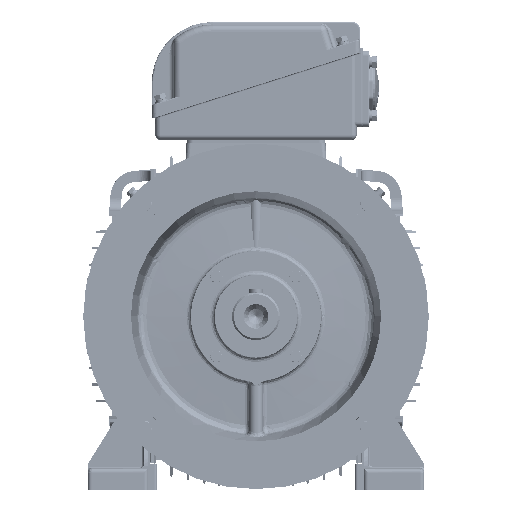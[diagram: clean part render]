
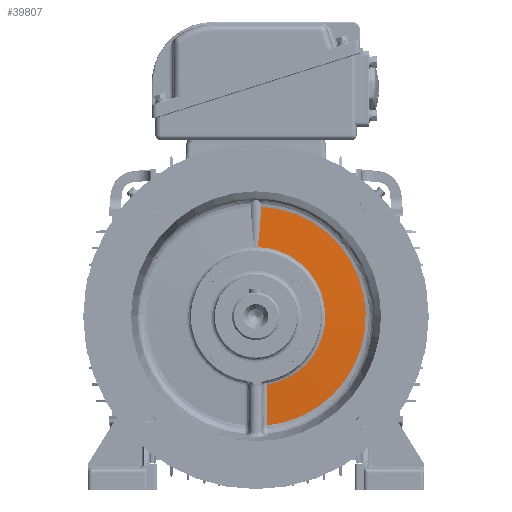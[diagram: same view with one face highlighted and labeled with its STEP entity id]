
A CAD part, front view. The second image highlights one B-rep face of the part: STEP entity #39807.
In plain terms, the highlighted conical face has half-angle 87 degrees and reference radius 126.322 mm.
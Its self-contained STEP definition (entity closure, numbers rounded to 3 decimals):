
#39807 = ADVANCED_FACE ( 'NONE', ( #218050 ), #149921, .T. ) ;
#42387 = EDGE_LOOP ( 'NONE', ( #127553, #127555, #127551, #127559, #127557 ) ) ;
#82482 = EDGE_CURVE ( 'NONE', #138793, #139323, #142516, .T. ) ;
#82485 = EDGE_CURVE ( 'NONE', #139323, #139079, #142524, .T. ) ;
#82506 = EDGE_CURVE ( 'NONE', #219244, #139015, #142623, .T. ) ;
#82952 = EDGE_CURVE ( 'NONE', #139079, #219244, #147127, .T. ) ;
#82981 = EDGE_CURVE ( 'NONE', #138793, #139015, #147141, .T. ) ;
#95862 = CARTESIAN_POINT ( 'NONE',  ( 1.978, -55.752, 79.714 ) ) ;
#95889 = CARTESIAN_POINT ( 'NONE',  ( 5.983, -53.31, 126.18 ) ) ;
#95900 = CARTESIAN_POINT ( 'NONE',  ( 12.957, -55.752, -78.678 ) ) ;
#95931 = CARTESIAN_POINT ( 'NONE',  ( 79.734, -55.752, 0.785 ) ) ;
#103840 = CARTESIAN_POINT ( 'NONE',  ( 12.973, -53.31, -125.654 ) ) ;
#127024 = AXIS2_PLACEMENT_3D ( 'NONE', #133535, #133538, #133541 ) ;
#127028 = AXIS2_PLACEMENT_3D ( 'NONE', #133684, #133687, #133690 ) ;
#127043 = AXIS2_PLACEMENT_3D ( 'NONE', #134025, #134027, #134029 ) ;
#127551 = ORIENTED_EDGE ( 'NONE', *, *, #82482, .T. ) ;
#127553 = ORIENTED_EDGE ( 'NONE', *, *, #82506, .T. ) ;
#127555 = ORIENTED_EDGE ( 'NONE', *, *, #82981, .F. ) ;
#127557 = ORIENTED_EDGE ( 'NONE', *, *, #82952, .T. ) ;
#127559 = ORIENTED_EDGE ( 'NONE', *, *, #82485, .T. ) ;
#133535 = CARTESIAN_POINT ( 'NONE',  ( 0., -55.752, 0. ) ) ;
#133538 = DIRECTION ( 'NONE',  ( 0., 1., 0. ) ) ;
#133541 = DIRECTION ( 'NONE',  ( 0., 0., 1. ) ) ;
#133684 = CARTESIAN_POINT ( 'NONE',  ( 0., -55.752, 0. ) ) ;
#133687 = DIRECTION ( 'NONE',  ( 0., 1., 0. ) ) ;
#133690 = DIRECTION ( 'NONE',  ( 0., 0., 1. ) ) ;
#134025 = CARTESIAN_POINT ( 'NONE',  ( 0., -53.31, 0. ) ) ;
#134027 = DIRECTION ( 'NONE',  ( 0., -1., 0. ) ) ;
#134029 = DIRECTION ( 'NONE',  ( -0.008, 0., 1. ) ) ;
#138793 = VERTEX_POINT ( 'NONE', #95862 ) ;
#139015 = VERTEX_POINT ( 'NONE', #95889 ) ;
#139079 = VERTEX_POINT ( 'NONE', #95900 ) ;
#139323 = VERTEX_POINT ( 'NONE', #95931 ) ;
#142516 = CIRCLE ( 'NONE', #127024, 79.738 ) ;
#142524 = CIRCLE ( 'NONE', #127028, 79.738 ) ;
#142623 = CIRCLE ( 'NONE', #127043, 126.322 ) ;
#147127 = B_SPLINE_CURVE_WITH_KNOTS ( 'NONE', 3,
 ( #149576, #149577, #149579, #149581, #149583, #149584, #149586, #149588, #149590, #149592, #149593, #149595, #149597, #149599, #149601, #149602, #149604, #149606, #149608, #149609, #149611, #149613, #149615, #149616, #149618, #149620, #149622, #149624, #149625 ),
 .UNSPECIFIED., .F., .F.,
 ( 4, 2, 2, 1, 1, 1, 1, 2, 2, 2, 1, 1, 1, 1, 1, 1, 1, 2, 2, 4 ),
 ( 0., 0.125, 0.188, 0.219, 0.234, 0.242, 0.246, 0.248, 0.25, 0.375, 0.438, 0.469, 0.484, 0.492, 0.496, 0.498, 0.499, 0.5, 0.5, 1. ),
 .UNSPECIFIED. ) ;
#147141 = B_SPLINE_CURVE_WITH_KNOTS ( 'NONE', 3,
 ( #149793, #149795, #149796, #149799, #149800, #149801, #149803, #149805, #149806, #149807, #149808, #149809, #149811, #149812 ),
 .UNSPECIFIED., .F., .F.,
 ( 4, 2, 2, 2, 2, 2, 4 ),
 ( 0., 0.003, 0.006, 0.012, 0.023, 0.035, 0.047 ),
 .UNSPECIFIED. ) ;
#149576 = CARTESIAN_POINT ( 'NONE',  ( 12.957, -55.752, -78.678 ) ) ;
#149577 = CARTESIAN_POINT ( 'NONE',  ( 12.958, -55.66, -80.459 ) ) ;
#149579 = CARTESIAN_POINT ( 'NONE',  ( 12.959, -55.564, -82.301 ) ) ;
#149581 = CARTESIAN_POINT ( 'NONE',  ( 12.961, -55.416, -85.158 ) ) ;
#149583 = CARTESIAN_POINT ( 'NONE',  ( 12.961, -55.366, -86.126 ) ) ;
#149584 = CARTESIAN_POINT ( 'NONE',  ( 12.962, -55.29, -87.601 ) ) ;
#149586 = CARTESIAN_POINT ( 'NONE',  ( 12.962, -55.251, -88.345 ) ) ;
#149588 = CARTESIAN_POINT ( 'NONE',  ( 12.962, -55.206, -89.222 ) ) ;
#149590 = CARTESIAN_POINT ( 'NONE',  ( 12.963, -55.183, -89.664 ) ) ;
#149592 = CARTESIAN_POINT ( 'NONE',  ( 12.963, -55.171, -89.885 ) ) ;
#149593 = CARTESIAN_POINT ( 'NONE',  ( 12.963, -55.166, -89.98 ) ) ;
#149595 = CARTESIAN_POINT ( 'NONE',  ( 12.963, -55.163, -90.043 ) ) ;
#149597 = CARTESIAN_POINT ( 'NONE',  ( 12.963, -55.161, -90.077 ) ) ;
#149599 = CARTESIAN_POINT ( 'NONE',  ( 12.964, -55.062, -91.998 ) ) ;
#149601 = CARTESIAN_POINT ( 'NONE',  ( 12.964, -54.96, -93.95 ) ) ;
#149602 = CARTESIAN_POINT ( 'NONE',  ( 12.965, -54.803, -96.971 ) ) ;
#149604 = CARTESIAN_POINT ( 'NONE',  ( 12.966, -54.724, -98.505 ) ) ;
#149606 = CARTESIAN_POINT ( 'NONE',  ( 12.966, -54.629, -100.335 ) ) ;
#149608 = CARTESIAN_POINT ( 'NONE',  ( 12.967, -54.58, -101.26 ) ) ;
#149609 = CARTESIAN_POINT ( 'NONE',  ( 12.967, -54.556, -101.725 ) ) ;
#149611 = CARTESIAN_POINT ( 'NONE',  ( 12.967, -54.544, -101.958 ) ) ;
#149613 = CARTESIAN_POINT ( 'NONE',  ( 12.967, -54.538, -102.075 ) ) ;
#149615 = CARTESIAN_POINT ( 'NONE',  ( 12.967, -54.535, -102.134 ) ) ;
#149616 = CARTESIAN_POINT ( 'NONE',  ( 12.967, -54.534, -102.159 ) ) ;
#149618 = CARTESIAN_POINT ( 'NONE',  ( 12.967, -54.533, -102.175 ) ) ;
#149620 = CARTESIAN_POINT ( 'NONE',  ( 12.967, -54.532, -102.185 ) ) ;
#149622 = CARTESIAN_POINT ( 'NONE',  ( 12.969, -54.166, -109.222 ) ) ;
#149624 = CARTESIAN_POINT ( 'NONE',  ( 12.971, -53.759, -117.043 ) ) ;
#149625 = CARTESIAN_POINT ( 'NONE',  ( 12.973, -53.31, -125.654 ) ) ;
#149793 = CARTESIAN_POINT ( 'NONE',  ( 1.978, -55.752, 79.714 ) ) ;
#149795 = CARTESIAN_POINT ( 'NONE',  ( 2.175, -55.701, 80.668 ) ) ;
#149796 = CARTESIAN_POINT ( 'NONE',  ( 2.343, -55.651, 81.627 ) ) ;
#149799 = CARTESIAN_POINT ( 'NONE',  ( 2.651, -55.55, 83.547 ) ) ;
#149800 = CARTESIAN_POINT ( 'NONE',  ( 2.789, -55.499, 84.509 ) ) ;
#149801 = CARTESIAN_POINT ( 'NONE',  ( 3.177, -55.347, 87.398 ) ) ;
#149803 = CARTESIAN_POINT ( 'NONE',  ( 3.399, -55.246, 89.33 ) ) ;
#149805 = CARTESIAN_POINT ( 'NONE',  ( 4.004, -54.941, 95.131 ) ) ;
#149806 = CARTESIAN_POINT ( 'NONE',  ( 4.329, -54.737, 99.008 ) ) ;
#149807 = CARTESIAN_POINT ( 'NONE',  ( 4.905, -54.329, 106.765 ) ) ;
#149808 = CARTESIAN_POINT ( 'NONE',  ( 5.155, -54.126, 110.646 ) ) ;
#149809 = CARTESIAN_POINT ( 'NONE',  ( 5.603, -53.718, 118.411 ) ) ;
#149811 = CARTESIAN_POINT ( 'NONE',  ( 5.802, -53.514, 122.295 ) ) ;
#149812 = CARTESIAN_POINT ( 'NONE',  ( 5.983, -53.31, 126.18 ) ) ;
#149921 = CONICAL_SURFACE ( 'NONE', #218053, 126.322, 1.518 ) ;
#218050 = FACE_OUTER_BOUND ( 'NONE', #42387, .T. ) ;
#218053 = AXIS2_PLACEMENT_3D ( 'NONE', #248714, #248715, #248716 ) ;
#219244 = VERTEX_POINT ( 'NONE', #103840 ) ;
#248714 = CARTESIAN_POINT ( 'NONE',  ( 0., -53.31, 0. ) ) ;
#248715 = DIRECTION ( 'NONE',  ( 0., 1., 0. ) ) ;
#248716 = DIRECTION ( 'NONE',  ( 0., 0., -1. ) ) ;
